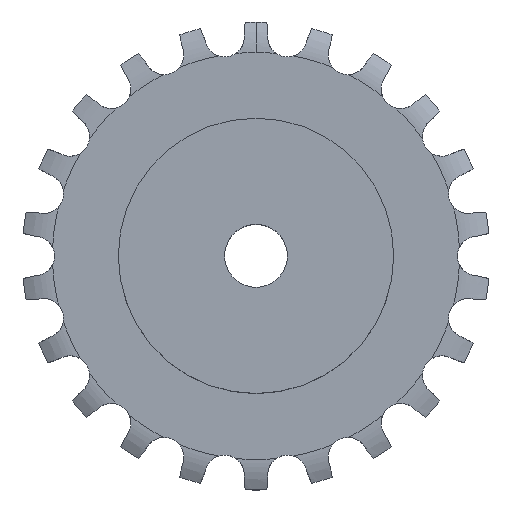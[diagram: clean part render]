
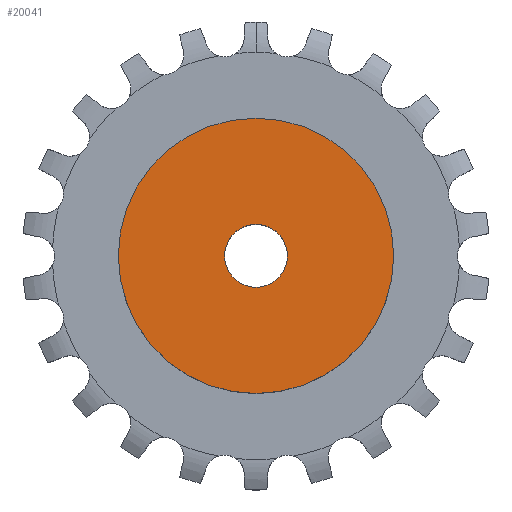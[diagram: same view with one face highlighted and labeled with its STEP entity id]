
A CAD part, top view. The second image highlights one B-rep face of the part: STEP entity #20041.
In plain terms, the highlighted planar face has unit normal (0, 0, 1).
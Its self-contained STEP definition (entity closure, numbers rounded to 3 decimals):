
#6105 = CYLINDRICAL_SURFACE('',#6106,17.5);
#6106 = AXIS2_PLACEMENT_3D('',#6107,#6108,#6109);
#6107 = CARTESIAN_POINT('',(0.,0.,0.));
#6108 = DIRECTION('',(-0.,-0.,-1.));
#6109 = DIRECTION('',(1.,0.,0.));
#16208 = CYLINDRICAL_SURFACE('',#16209,4.);
#16209 = AXIS2_PLACEMENT_3D('',#16210,#16211,#16212);
#16210 = CARTESIAN_POINT('',(0.,0.,86.118));
#16211 = DIRECTION('',(0.,0.,1.));
#16212 = DIRECTION('',(1.,0.,-0.));
#18661 = VERTEX_POINT('',#18662);
#18662 = CARTESIAN_POINT('',(17.5,0.,14.));
#18683 = EDGE_CURVE('',#18661,#18661,#18684,.T.);
#18684 = SURFACE_CURVE('',#18685,(#18690,#18697),.PCURVE_S1.);
#18685 = CIRCLE('',#18686,17.5);
#18686 = AXIS2_PLACEMENT_3D('',#18687,#18688,#18689);
#18687 = CARTESIAN_POINT('',(0.,0.,14.));
#18688 = DIRECTION('',(0.,0.,1.));
#18689 = DIRECTION('',(1.,0.,0.));
#18690 = PCURVE('',#6105,#18691);
#18691 = DEFINITIONAL_REPRESENTATION('',(#18692),#18696);
#18692 = LINE('',#18693,#18694);
#18693 = CARTESIAN_POINT('',(-0.,-14.));
#18694 = VECTOR('',#18695,1.);
#18695 = DIRECTION('',(-1.,0.));
#18696 = ( GEOMETRIC_REPRESENTATION_CONTEXT(2) 
PARAMETRIC_REPRESENTATION_CONTEXT() REPRESENTATION_CONTEXT('2D SPACE',''
  ) );
#18697 = PCURVE('',#18698,#18703);
#18698 = PLANE('',#18699);
#18699 = AXIS2_PLACEMENT_3D('',#18700,#18701,#18702);
#18700 = CARTESIAN_POINT('',(0.,0.,14.));
#18701 = DIRECTION('',(-0.,0.,1.));
#18702 = DIRECTION('',(0.,-1.,0.));
#18703 = DEFINITIONAL_REPRESENTATION('',(#18704),#18708);
#18704 = CIRCLE('',#18705,17.5);
#18705 = AXIS2_PLACEMENT_2D('',#18706,#18707);
#18706 = CARTESIAN_POINT('',(0.,0.));
#18707 = DIRECTION('',(0.,1.));
#18708 = ( GEOMETRIC_REPRESENTATION_CONTEXT(2) 
PARAMETRIC_REPRESENTATION_CONTEXT() REPRESENTATION_CONTEXT('2D SPACE',''
  ) );
#19995 = EDGE_CURVE('',#19996,#19996,#19998,.T.);
#19996 = VERTEX_POINT('',#19997);
#19997 = CARTESIAN_POINT('',(4.,0.,14.));
#19998 = SURFACE_CURVE('',#19999,(#20004,#20011),.PCURVE_S1.);
#19999 = CIRCLE('',#20000,4.);
#20000 = AXIS2_PLACEMENT_3D('',#20001,#20002,#20003);
#20001 = CARTESIAN_POINT('',(0.,0.,14.));
#20002 = DIRECTION('',(0.,0.,1.));
#20003 = DIRECTION('',(1.,0.,-0.));
#20004 = PCURVE('',#16208,#20005);
#20005 = DEFINITIONAL_REPRESENTATION('',(#20006),#20010);
#20006 = LINE('',#20007,#20008);
#20007 = CARTESIAN_POINT('',(0.,-72.118));
#20008 = VECTOR('',#20009,1.);
#20009 = DIRECTION('',(1.,0.));
#20010 = ( GEOMETRIC_REPRESENTATION_CONTEXT(2) 
PARAMETRIC_REPRESENTATION_CONTEXT() REPRESENTATION_CONTEXT('2D SPACE',''
  ) );
#20011 = PCURVE('',#18698,#20012);
#20012 = DEFINITIONAL_REPRESENTATION('',(#20013),#20017);
#20013 = CIRCLE('',#20014,4.);
#20014 = AXIS2_PLACEMENT_2D('',#20015,#20016);
#20015 = CARTESIAN_POINT('',(0.,0.));
#20016 = DIRECTION('',(0.,1.));
#20017 = ( GEOMETRIC_REPRESENTATION_CONTEXT(2) 
PARAMETRIC_REPRESENTATION_CONTEXT() REPRESENTATION_CONTEXT('2D SPACE',''
  ) );
#20041 = ADVANCED_FACE('',(#20042,#20045),#18698,.T.);
#20042 = FACE_BOUND('',#20043,.T.);
#20043 = EDGE_LOOP('',(#20044));
#20044 = ORIENTED_EDGE('',*,*,#18683,.T.);
#20045 = FACE_BOUND('',#20046,.T.);
#20046 = EDGE_LOOP('',(#20047));
#20047 = ORIENTED_EDGE('',*,*,#19995,.F.);
